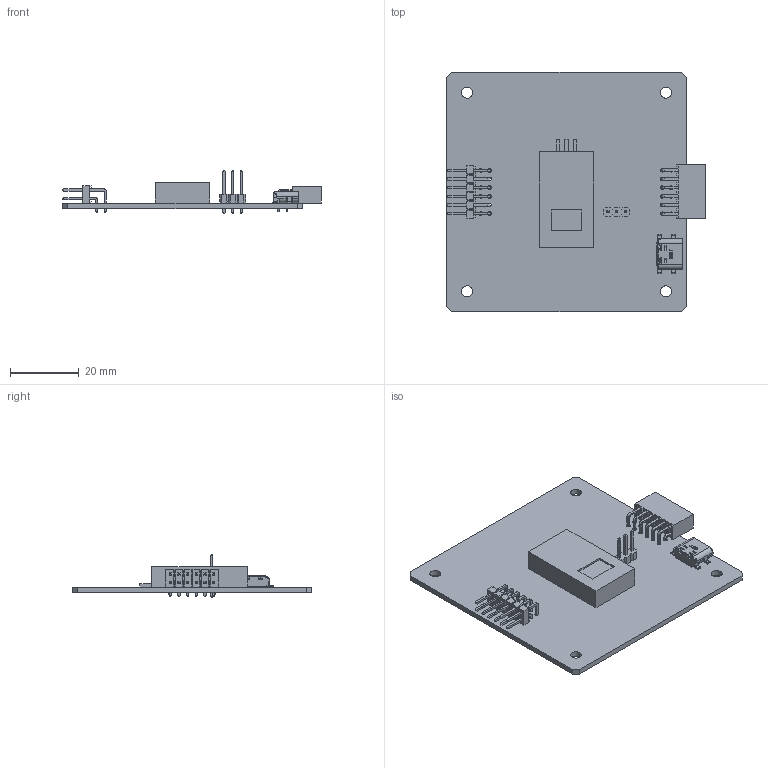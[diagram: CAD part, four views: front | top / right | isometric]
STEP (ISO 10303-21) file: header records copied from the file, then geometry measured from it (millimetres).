
FILE_DESCRIPTION(/* description */ (''),/* implementation_level */ '2;1');
FILE_NAME(/* name */ 'ESDK-NRD.step',/* time_stamp */ '2022-06-23T11:46:04+01:00',/* author */ (''),/* organization */ (''),/* preprocessor_version */ 'ST-DEVELOPER v19',/* originating_system */ 'Autodesk Translation Framework v11.7.0.108',/* authorisation */ '');
FILE_SCHEMA (('AUTOMOTIVE_DESIGN { 1 0 10303 214 3 1 1 }'));
Length unit declared in the file: millimetre
Products named in the file (13): ESDK-NRD; TSW-106-08-G-D-NA; _TSW-106-08-G-D-NA_body; _T-1S6-08-TSW-1-08-6-NA-D; SSW-106-02-G-D-RA; _T1SSW-106-02-G-D-RA; _P2SSW-106-02-G-D-RA; USB4110-GF-A; ÇÐ³ý-À­Éì12; BG51; m20-97303xx_asm; M20-SIL-MOULD; M20-972PIN
Assembly tree (14 placements, depth 3):
  ESDK-NRD
    TSW-106-08-G-D-NA
      _TSW-106-08-G-D-NA_body
      _T-1S6-08-TSW-1-08-6-NA-D
    SSW-106-02-G-D-RA
      _T1SSW-106-02-G-D-RA
      _P2SSW-106-02-G-D-RA
    USB4110-GF-A
      ÇÐ³ý-À­Éì12
    BG51
    m20-97303xx_asm
      M20-SIL-MOULD
      M20-972PIN  x3
Bounding box: 75.53 x 70 x 12.6 mm (x, y, z)
Volume: 11416.7 mm3; surface area: 14583.6 mm2
Topology: 11 solids, 11 shells, 1705 faces, 4712 edges, 3030 vertices
Faces by surface type: plane 1436, cylinder 241, cone 22, bspline 6
Full cylindrical faces by diameter (mm): 0.5 x2, 0.65 x2, 0.85 x3, 1.04 x12, 1.1 x12, 3.2 x4
Entity records: 55443 total; most frequent: CARTESIAN_POINT 9986, ORIENTED_EDGE 9312, DIRECTION 8553, EDGE_CURVE 4656, LINE 4091, VECTOR 4091, VERTEX_POINT 2998, AXIS2_PLACEMENT_3D 2231
